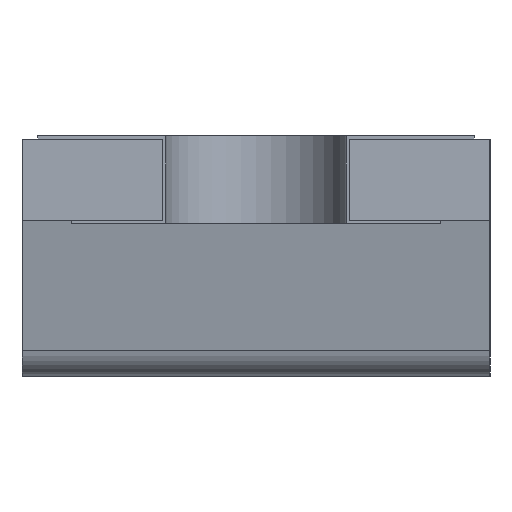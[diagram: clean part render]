
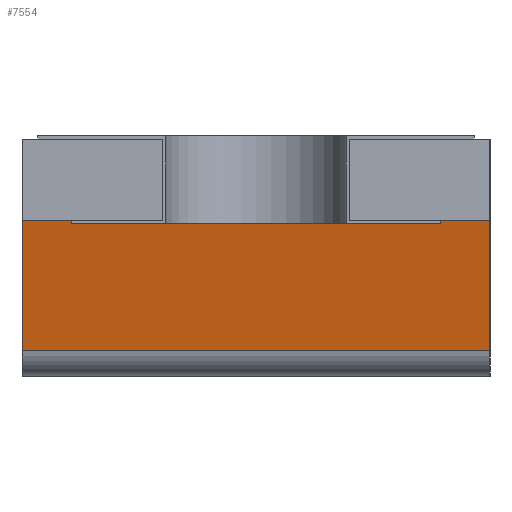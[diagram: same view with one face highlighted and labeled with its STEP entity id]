
A CAD part, left-side view. The second image highlights one B-rep face of the part: STEP entity #7554.
In plain terms, the highlighted planar face has unit normal (-0.985, 0, -0.174).
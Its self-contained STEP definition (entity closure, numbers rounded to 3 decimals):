
#66 = LINE ( 'NONE', #10568, #3368 ) ;
#159 = EDGE_CURVE ( 'NONE', #2370, #13189, #8101, .T. ) ;
#217 = EDGE_CURVE ( 'NONE', #13647, #11041, #9476, .T. ) ;
#284 = EDGE_CURVE ( 'NONE', #8563, #1935, #66, .T. ) ;
#666 = ORIENTED_EDGE ( 'NONE', *, *, #2641, .F. ) ;
#1074 = DIRECTION ( 'NONE',  ( 0., -1., 0. ) ) ;
#1273 = CARTESIAN_POINT ( 'NONE',  ( -0.938, -0.15, 0. ) ) ;
#1547 = DIRECTION ( 'NONE',  ( 0.174, 0., -0.985 ) ) ;
#1935 = VERTEX_POINT ( 'NONE', #5741 ) ;
#2094 = CARTESIAN_POINT ( 'NONE',  ( -0.866, -0.75, -0.407 ) ) ;
#2234 = VECTOR ( 'NONE', #6241, 1000. ) ;
#2370 = VERTEX_POINT ( 'NONE', #4848 ) ;
#2641 = EDGE_CURVE ( 'NONE', #8563, #4958, #11021, .T. ) ;
#3015 = VECTOR ( 'NONE', #4698, 1000. ) ;
#3054 = EDGE_CURVE ( 'NONE', #2370, #13647, #6452, .T. ) ;
#3087 = CARTESIAN_POINT ( 'NONE',  ( -0.94, -0.15, 0.01 ) ) ;
#3134 = PLANE ( 'NONE',  #4832 ) ;
#3368 = VECTOR ( 'NONE', #8699, 1000. ) ;
#3605 = CARTESIAN_POINT ( 'NONE',  ( -0.938, 0.15, 0. ) ) ;
#3741 = EDGE_LOOP ( 'NONE', ( #4659, #12005, #666, #7914, #6845, #8292, #6975, #10711 ) ) ;
#4319 = DIRECTION ( 'NONE',  ( 0., -1., 0. ) ) ;
#4359 = LINE ( 'NONE', #3087, #6572 ) ;
#4659 = ORIENTED_EDGE ( 'NONE', *, *, #10847, .F. ) ;
#4698 = DIRECTION ( 'NONE',  ( -0.174, 0., 0.985 ) ) ;
#4795 = CARTESIAN_POINT ( 'NONE',  ( -0.852, 0., -0.49 ) ) ;
#4832 = AXIS2_PLACEMENT_3D ( 'NONE', #4795, #12387, #8066 ) ;
#4848 = CARTESIAN_POINT ( 'NONE',  ( -0.94, 0.15, 0.01 ) ) ;
#4958 = VERTEX_POINT ( 'NONE', #11747 ) ;
#5474 = CARTESIAN_POINT ( 'NONE',  ( -0.866, 0.75, -0.407 ) ) ;
#5741 = CARTESIAN_POINT ( 'NONE',  ( -0.94, -0.15, 0.01 ) ) ;
#5945 = FACE_OUTER_BOUND ( 'NONE', #3741, .T. ) ;
#5975 = VECTOR ( 'NONE', #1547, 1000. ) ;
#6236 = VERTEX_POINT ( 'NONE', #5474 ) ;
#6241 = DIRECTION ( 'NONE',  ( 0.174, 0., -0.985 ) ) ;
#6452 = LINE ( 'NONE', #10748, #2234 ) ;
#6572 = VECTOR ( 'NONE', #8553, 1000. ) ;
#6845 = ORIENTED_EDGE ( 'NONE', *, *, #13034, .F. ) ;
#6898 = CARTESIAN_POINT ( 'NONE',  ( -0.94, -0.75, 0.01 ) ) ;
#6975 = ORIENTED_EDGE ( 'NONE', *, *, #3054, .F. ) ;
#7272 = EDGE_CURVE ( 'NONE', #6236, #4958, #12685, .T. ) ;
#7392 = CARTESIAN_POINT ( 'NONE',  ( -0.938, 0., 0. ) ) ;
#7554 = ADVANCED_FACE ( 'NONE', ( #5945 ), #3134, .F. ) ;
#7610 = CARTESIAN_POINT ( 'NONE',  ( -0.852, -0.75, -0.49 ) ) ;
#7643 = CARTESIAN_POINT ( 'NONE',  ( -0.94, 0.75, 0.01 ) ) ;
#7914 = ORIENTED_EDGE ( 'NONE', *, *, #284, .T. ) ;
#8066 = DIRECTION ( 'NONE',  ( 0., 1., 0. ) ) ;
#8101 = LINE ( 'NONE', #11284, #13575 ) ;
#8169 = DIRECTION ( 'NONE',  ( 0., 1., 0. ) ) ;
#8292 = ORIENTED_EDGE ( 'NONE', *, *, #217, .F. ) ;
#8502 = VECTOR ( 'NONE', #1074, 1000. ) ;
#8553 = DIRECTION ( 'NONE',  ( -0.174, 0., 0.985 ) ) ;
#8563 = VERTEX_POINT ( 'NONE', #6898 ) ;
#8699 = DIRECTION ( 'NONE',  ( 0., 1., 0. ) ) ;
#9476 = LINE ( 'NONE', #7392, #9573 ) ;
#9573 = VECTOR ( 'NONE', #4319, 1000. ) ;
#10568 = CARTESIAN_POINT ( 'NONE',  ( -0.94, 0.75, 0.01 ) ) ;
#10711 = ORIENTED_EDGE ( 'NONE', *, *, #159, .T. ) ;
#10748 = CARTESIAN_POINT ( 'NONE',  ( -0.94, 0.15, 0.01 ) ) ;
#10828 = LINE ( 'NONE', #12016, #3015 ) ;
#10847 = EDGE_CURVE ( 'NONE', #6236, #13189, #10828, .T. ) ;
#11021 = LINE ( 'NONE', #7610, #5975 ) ;
#11041 = VERTEX_POINT ( 'NONE', #1273 ) ;
#11284 = CARTESIAN_POINT ( 'NONE',  ( -0.94, 0.75, 0.01 ) ) ;
#11747 = CARTESIAN_POINT ( 'NONE',  ( -0.866, -0.75, -0.407 ) ) ;
#12005 = ORIENTED_EDGE ( 'NONE', *, *, #7272, .T. ) ;
#12016 = CARTESIAN_POINT ( 'NONE',  ( -0.852, 0.75, -0.49 ) ) ;
#12387 = DIRECTION ( 'NONE',  ( 0.985, 0., 0.174 ) ) ;
#12685 = LINE ( 'NONE', #2094, #8502 ) ;
#13034 = EDGE_CURVE ( 'NONE', #11041, #1935, #4359, .T. ) ;
#13189 = VERTEX_POINT ( 'NONE', #7643 ) ;
#13575 = VECTOR ( 'NONE', #8169, 1000. ) ;
#13647 = VERTEX_POINT ( 'NONE', #3605 ) ;
